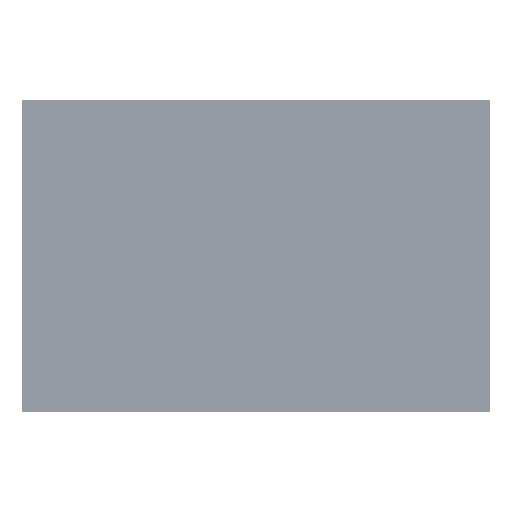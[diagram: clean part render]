
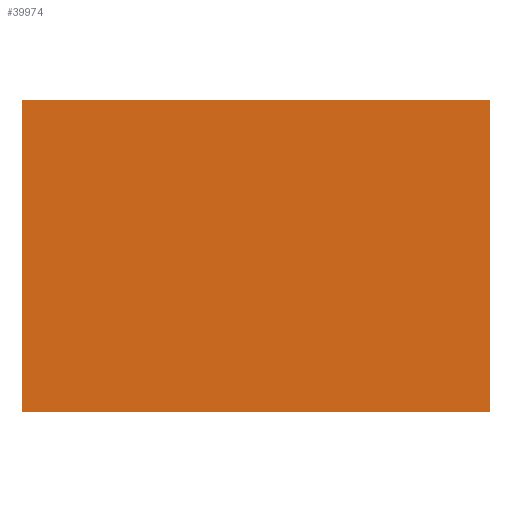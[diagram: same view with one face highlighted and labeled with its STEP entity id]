
A CAD part, front view. The second image highlights one B-rep face of the part: STEP entity #39974.
In plain terms, the highlighted planar face has unit normal (0, -1, 0).
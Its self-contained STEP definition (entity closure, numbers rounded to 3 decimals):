
#9345=DIRECTION('',(0.,0.,-1.));
#9346=VECTOR('',#9345,24.);
#9347=CARTESIAN_POINT('',(-18.,0.,12.));
#9348=LINE('',#9347,#9346);
#9349=DIRECTION('',(-1.,0.,0.));
#9350=VECTOR('',#9349,36.);
#9351=CARTESIAN_POINT('',(18.,0.,12.));
#9352=LINE('',#9351,#9350);
#9353=DIRECTION('',(0.,0.,1.));
#9354=VECTOR('',#9353,24.);
#9355=CARTESIAN_POINT('',(18.,0.,-12.));
#9356=LINE('',#9355,#9354);
#9357=DIRECTION('',(1.,0.,0.));
#9358=VECTOR('',#9357,36.);
#9359=CARTESIAN_POINT('',(-18.,0.,-12.));
#9360=LINE('',#9359,#9358);
#33776=CARTESIAN_POINT('',(-18.,0.,-12.));
#33777=VERTEX_POINT('',#33776);
#33778=CARTESIAN_POINT('',(-18.,0.,12.));
#33779=VERTEX_POINT('',#33778);
#33780=CARTESIAN_POINT('',(18.,0.,12.));
#33781=VERTEX_POINT('',#33780);
#33782=CARTESIAN_POINT('',(18.,0.,-12.));
#33783=VERTEX_POINT('',#33782);
#39963=CARTESIAN_POINT('',(0.,0.,0.));
#39964=DIRECTION('',(0.,1.,0.));
#39965=DIRECTION('',(0.,0.,-1.));
#39966=AXIS2_PLACEMENT_3D('',#39963,#39964,#39965);
#39967=PLANE('',#39966);
#39968=ORIENTED_EDGE('',*,*,#39951,.F.);
#39969=ORIENTED_EDGE('',*,*,#39931,.F.);
#39970=ORIENTED_EDGE('',*,*,#39910,.F.);
#39971=ORIENTED_EDGE('',*,*,#39889,.F.);
#39972=EDGE_LOOP('',(#39968,#39969,#39970,#39971));
#39973=FACE_OUTER_BOUND('',#39972,.F.);
#39889=EDGE_CURVE('',#33777,#33783,#9360,.T.);
#39910=EDGE_CURVE('',#33783,#33781,#9356,.T.);
#39931=EDGE_CURVE('',#33781,#33779,#9352,.T.);
#39951=EDGE_CURVE('',#33779,#33777,#9348,.T.);
#39974=ADVANCED_FACE('',(#39973),#39967,.F.);
